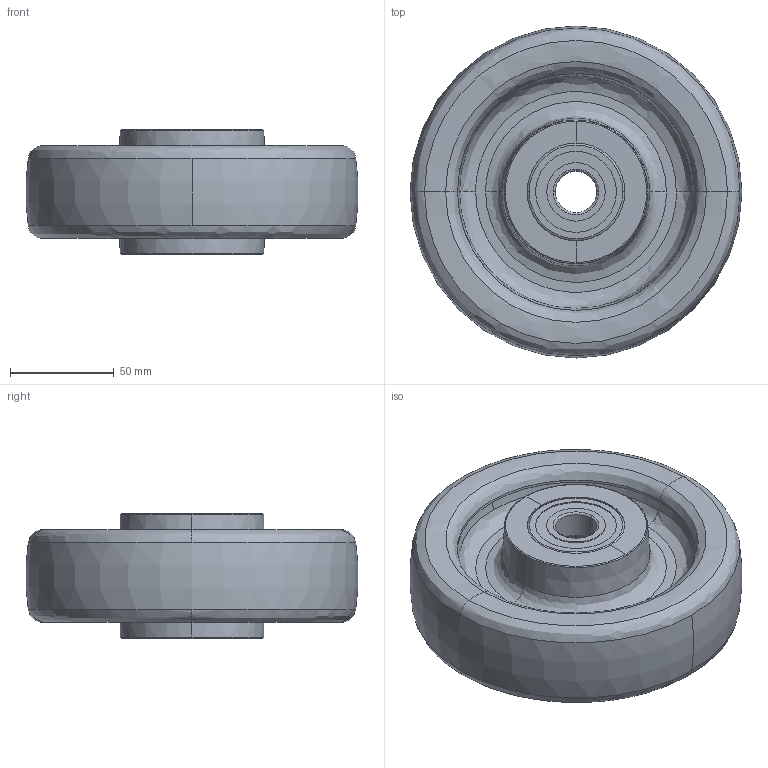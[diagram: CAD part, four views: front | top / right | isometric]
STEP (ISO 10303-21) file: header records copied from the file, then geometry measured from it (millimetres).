
FILE_DESCRIPTION (( 'STEP AP214' ), '1' );
FILE_NAME ('0015454.step', '2024-05-15T08:31:03', ( '' ), ( '' ), 'SwSTEP 2.0', 'SolidWorks 2020', '' );
FILE_SCHEMA (( 'AUTOMOTIVE_DESIGN' ));
Length unit declared in the file: millimetre
Products named in the file (1): 0015454
Bounding box: 159.73 x 159.73 x 60 mm (x, y, z)
Volume: 688202.2 mm3; surface area: 169564 mm2
Topology: 13 solids, 13 shells, 294 faces, 702 edges, 436 vertices
Faces by surface type: bspline 90, cylinder 78, plane 76, torus 38, cone 12
Entity records: 14642 total; most frequent: CARTESIAN_POINT 4927, ORIENTED_EDGE 1404, DIRECTION 1264, EDGE_CURVE 702, AXIS2_PLACEMENT_3D 543, VERTEX_POINT 436, CIRCLE 338, EDGE_LOOP 322
